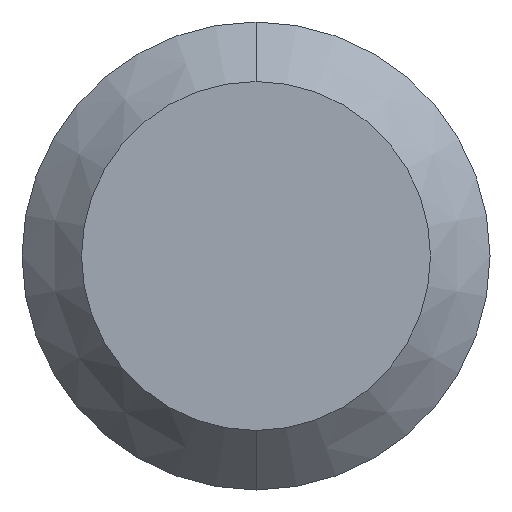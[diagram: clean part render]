
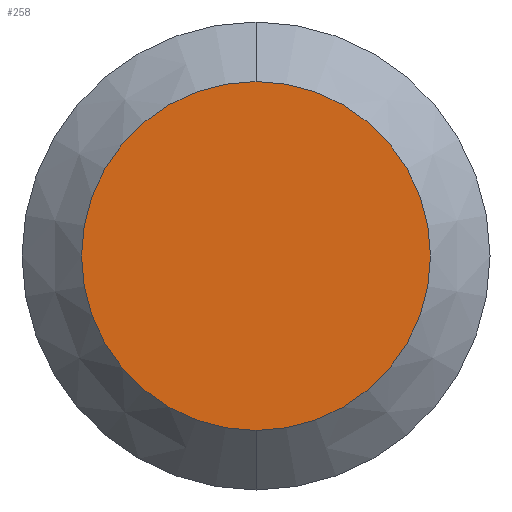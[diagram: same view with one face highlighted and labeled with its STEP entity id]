
A CAD part, front view. The second image highlights one B-rep face of the part: STEP entity #258.
In plain terms, the highlighted planar face has unit normal (0, -1, 0).
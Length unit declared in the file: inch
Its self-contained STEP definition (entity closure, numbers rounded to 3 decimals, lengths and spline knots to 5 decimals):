
#14 = CIRCLE ( 'NONE', #114, 0.05859 ) ;
#36 = CARTESIAN_POINT ( 'NONE',  ( 0., 0., 0. ) ) ;
#38 = CARTESIAN_POINT ( 'NONE',  ( 0., 0., 0. ) ) ;
#58 = DIRECTION ( 'NONE',  ( 0., 0., 1. ) ) ;
#59 = DIRECTION ( 'NONE',  ( 0., -1., 0. ) ) ;
#69 = FACE_OUTER_BOUND ( 'NONE', #79, .T. ) ;
#79 = EDGE_LOOP ( 'NONE', ( #213, #173 ) ) ;
#80 = DIRECTION ( 'NONE',  ( 0., 0., 1. ) ) ;
#91 = AXIS2_PLACEMENT_3D ( 'NONE', #36, #139, #80 ) ;
#94 = VERTEX_POINT ( 'NONE', #115 ) ;
#114 = AXIS2_PLACEMENT_3D ( 'NONE', #38, #59, #58 ) ;
#115 = CARTESIAN_POINT ( 'NONE',  ( 0., 0., 0.05859 ) ) ;
#118 = VERTEX_POINT ( 'NONE', #131 ) ;
#121 = AXIS2_PLACEMENT_3D ( 'NONE', #152, #155, #160 ) ;
#131 = CARTESIAN_POINT ( 'NONE',  ( 0., 0., -0.05859 ) ) ;
#139 = DIRECTION ( 'NONE',  ( 0., 1., 0. ) ) ;
#152 = CARTESIAN_POINT ( 'NONE',  ( 0., 0., 0. ) ) ;
#155 = DIRECTION ( 'NONE',  ( 0., -1., 0. ) ) ;
#160 = DIRECTION ( 'NONE',  ( 0., 0., 1. ) ) ;
#173 = ORIENTED_EDGE ( 'NONE', *, *, #239, .T. ) ;
#185 = PLANE ( 'NONE',  #91 ) ;
#213 = ORIENTED_EDGE ( 'NONE', *, *, #231, .T. ) ;
#225 = CIRCLE ( 'NONE', #121, 0.05859 ) ;
#231 = EDGE_CURVE ( 'NONE', #94, #118, #225, .T. ) ;
#239 = EDGE_CURVE ( 'NONE', #118, #94, #14, .T. ) ;
#258 = ADVANCED_FACE ( 'NONE', ( #69 ), #185, .F. ) ;
